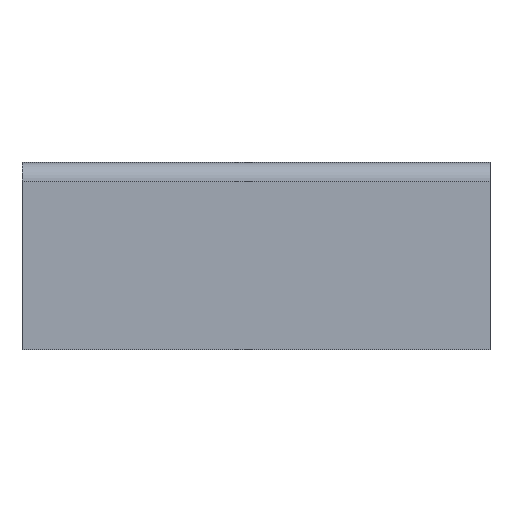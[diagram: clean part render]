
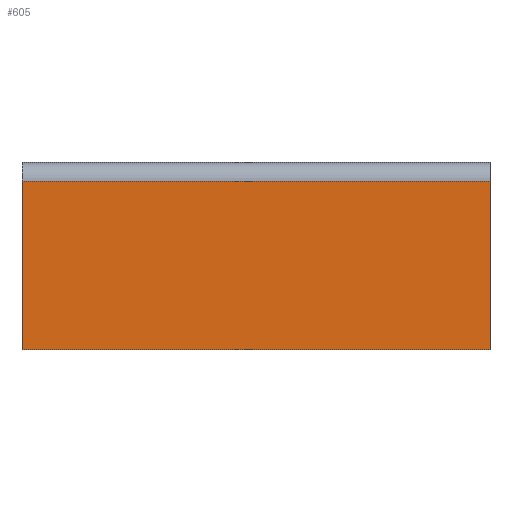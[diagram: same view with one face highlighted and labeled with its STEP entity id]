
A CAD part, front view. The second image highlights one B-rep face of the part: STEP entity #605.
In plain terms, the highlighted planar face has unit normal (0, -1, 0).
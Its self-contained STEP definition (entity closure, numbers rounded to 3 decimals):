
#17=PLANE('',#663);
#41=FACE_OUTER_BOUND('',#73,.T.);
#73=EDGE_LOOP('',(#453,#454,#455,#456));
#123=LINE('',#945,#193);
#126=LINE('',#952,#196);
#127=LINE('',#955,#197);
#128=LINE('',#956,#198);
#193=VECTOR('',#751,10.);
#196=VECTOR('',#758,10.);
#197=VECTOR('',#761,10.);
#198=VECTOR('',#762,10.);
#292=VERTEX_POINT('',#942);
#293=VERTEX_POINT('',#944);
#295=VERTEX_POINT('',#950);
#296=VERTEX_POINT('',#954);
#354=EDGE_CURVE('',#292,#293,#123,.T.);
#358=EDGE_CURVE('',#295,#292,#126,.T.);
#359=EDGE_CURVE('',#296,#295,#127,.T.);
#360=EDGE_CURVE('',#296,#293,#128,.T.);
#453=ORIENTED_EDGE('',*,*,#358,.F.);
#454=ORIENTED_EDGE('',*,*,#359,.F.);
#455=ORIENTED_EDGE('',*,*,#360,.T.);
#456=ORIENTED_EDGE('',*,*,#354,.F.);
#605=ADVANCED_FACE('',(#41),#17,.T.);
#663=AXIS2_PLACEMENT_3D('',#953,#759,#760);
#751=DIRECTION('',(0.,0.,-1.));
#758=DIRECTION('',(1.,0.,0.));
#759=DIRECTION('center_axis',(0.,-1.,0.));
#760=DIRECTION('ref_axis',(0.,0.,-1.));
#761=DIRECTION('',(0.,0.,1.));
#762=DIRECTION('',(1.,0.,0.));
#942=CARTESIAN_POINT('',(50.,-5.92,9.203));
#944=CARTESIAN_POINT('',(50.,-5.92,-8.797));
#945=CARTESIAN_POINT('',(50.,-5.92,-8.797));
#950=CARTESIAN_POINT('',(0.,-5.92,9.203));
#952=CARTESIAN_POINT('',(0.,-5.92,9.203));
#953=CARTESIAN_POINT('Origin',(0.,-5.92,11.203));
#954=CARTESIAN_POINT('',(0.,-5.92,-8.797));
#955=CARTESIAN_POINT('',(0.,-5.92,-8.797));
#956=CARTESIAN_POINT('',(0.,-5.92,-8.797));
